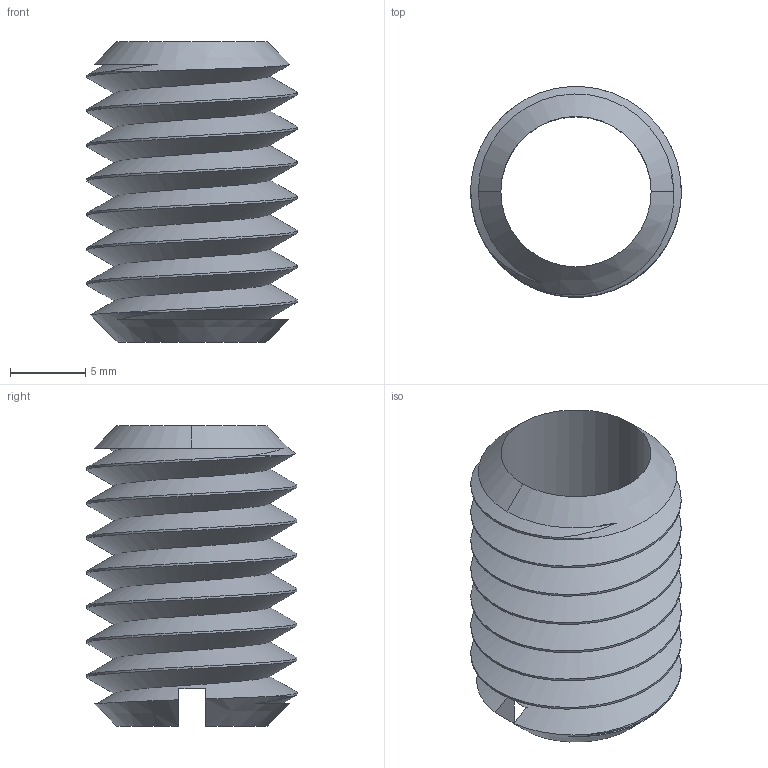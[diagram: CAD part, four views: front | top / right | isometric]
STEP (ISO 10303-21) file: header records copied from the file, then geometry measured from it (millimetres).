
FILE_DESCRIPTION (( 'STEP AP203' ), '1' );
FILE_NAME ('IRM14M10.STEP', '2018-03-20T18:59:58', ( 'User2' ), ( '' ), 'SwSTEP 2.0', 'SolidWorks 2007', '' );
FILE_SCHEMA (( 'CONFIG_CONTROL_DESIGN' ));
Length unit declared in the file: millimetre
Products named in the file (1): IRM14M10
Bounding box: 14 x 13.98 x 20 mm (x, y, z)
Volume: 756.1 mm3; surface area: 2067.9 mm2
Topology: 1 solids, 1 shells, 33 faces, 97 edges, 64 vertices
Faces by surface type: cylinder 17, plane 9, cone 4, bspline 3
Entity records: 2305 total; most frequent: CARTESIAN_POINT 1484, ORIENTED_EDGE 194, DIRECTION 118, EDGE_CURVE 97, VERTEX_POINT 64, AXIS2_PLACEMENT_3D 45, EDGE_LOOP 33, FACE_OUTER_BOUND 33
